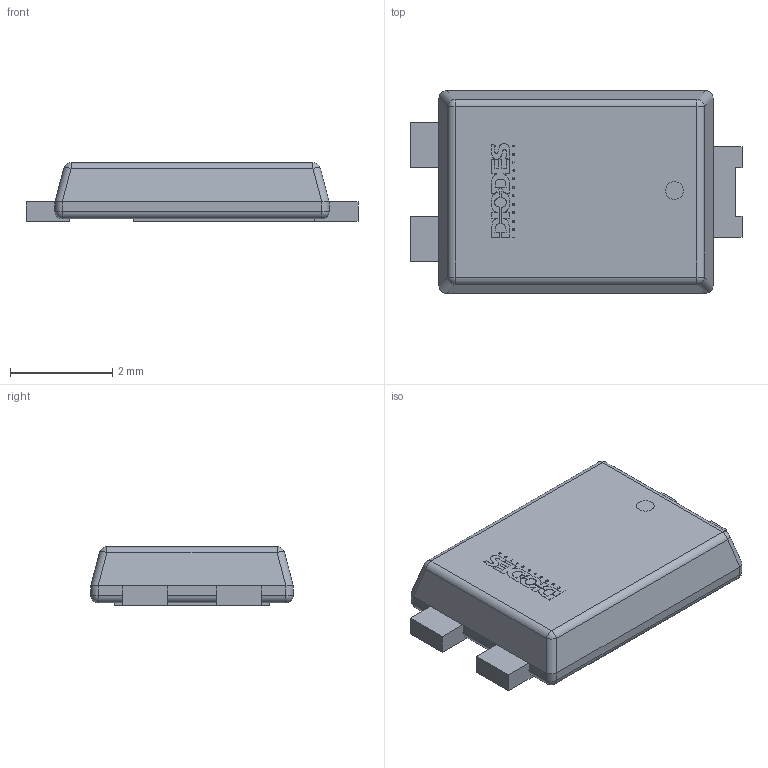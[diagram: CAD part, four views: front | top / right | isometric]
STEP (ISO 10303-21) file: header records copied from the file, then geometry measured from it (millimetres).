
FILE_DESCRIPTION(/* description */ (''),/* implementation_level */ '2;1');
FILE_NAME(/* name */ '1.stp',/* time_stamp */ '2019-09-17T13:38:29+02:00',/* author */ ('Karem'),/* organization */ (''),/* preprocessor_version */ 'ST-DEVELOPER v15.6',/* originating_system */ 'Autodesk Inventor 2015',/* authorisation */ '');
FILE_SCHEMA (('AUTOMOTIVE_DESIGN { 1 0 10303 214 3 1 1 }'));
Length unit declared in the file: millimetre
Products named in the file (5): 1; 2; Diod Logo; Notch
Bounding box: 6.5 x 3.97 x 1.15 mm (x, y, z)
Volume: 27.1 mm3; surface area: 94.5 mm2
Topology: 21 solids, 21 shells, 411 faces, 1083 edges, 714 vertices
Faces by surface type: plane 205, bspline 179, cylinder 19, sphere 8
Full cylindrical faces by diameter (mm): 0.348 x1
Entity records: 13191 total; most frequent: CARTESIAN_POINT 4099, ORIENTED_EDGE 2164, DIRECTION 1248, EDGE_CURVE 1082, VERTEX_POINT 714, LINE 682, VECTOR 682, EDGE_LOOP 426
